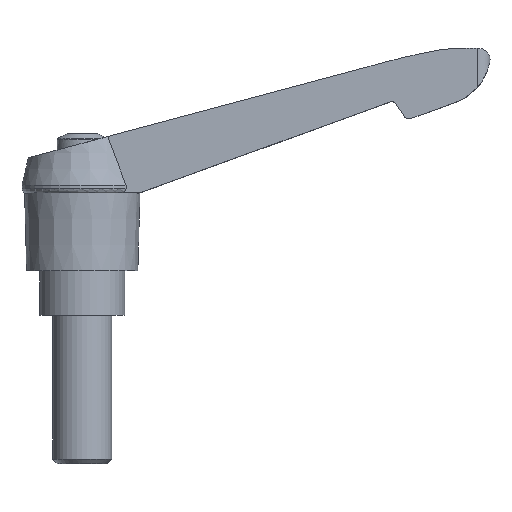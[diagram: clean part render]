
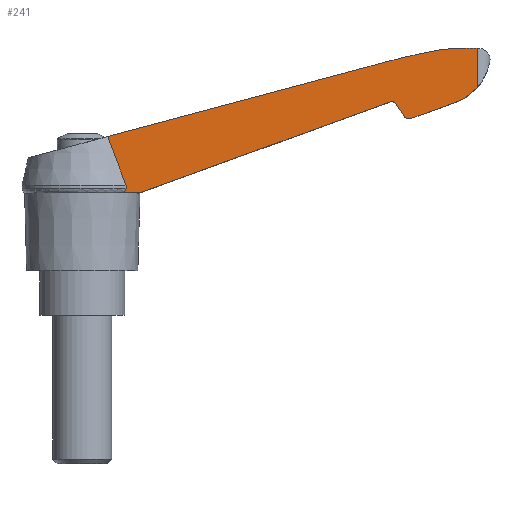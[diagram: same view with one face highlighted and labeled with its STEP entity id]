
A CAD part, top view. The second image highlights one B-rep face of the part: STEP entity #241.
In plain terms, the highlighted planar face has unit normal (0.035, 0, 0.999).
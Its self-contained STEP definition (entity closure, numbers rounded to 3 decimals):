
#241 = ADVANCED_FACE( '', ( #501 ), #502, .F. );
#501 = FACE_OUTER_BOUND( '', #772, .T. );
#502 = PLANE( '', #773 );
#772 = EDGE_LOOP( '', ( #1453, #1454, #1455, #1456, #1457, #1458, #1459, #1460, #1461, #1462, #1463, #1464, #1465, #1466, #1467 ) );
#773 = AXIS2_PLACEMENT_3D( '', #1468, #1469, #1470 );
#1453 = ORIENTED_EDGE( '', *, *, #1903, .F. );
#1454 = ORIENTED_EDGE( '', *, *, #1889, .T. );
#1455 = ORIENTED_EDGE( '', *, *, #1904, .F. );
#1456 = ORIENTED_EDGE( '', *, *, #1760, .F. );
#1457 = ORIENTED_EDGE( '', *, *, #1905, .T. );
#1458 = ORIENTED_EDGE( '', *, *, #1906, .F. );
#1459 = ORIENTED_EDGE( '', *, *, #1803, .F. );
#1460 = ORIENTED_EDGE( '', *, *, #1779, .F. );
#1461 = ORIENTED_EDGE( '', *, *, #1744, .F. );
#1462 = ORIENTED_EDGE( '', *, *, #1704, .F. );
#1463 = ORIENTED_EDGE( '', *, *, #1859, .F. );
#1464 = ORIENTED_EDGE( '', *, *, #1733, .F. );
#1465 = ORIENTED_EDGE( '', *, *, #1806, .F. );
#1466 = ORIENTED_EDGE( '', *, *, #1884, .F. );
#1467 = ORIENTED_EDGE( '', *, *, #1748, .F. );
#1468 = CARTESIAN_POINT( '', ( 0., 77., 11.557 ) );
#1469 = DIRECTION( '', ( -0.035, 0., -0.999 ) );
#1470 = DIRECTION( '', ( -0.999, 0., 0.035 ) );
#1704 = EDGE_CURVE( '', #2078, #2080, #2081, .T. );
#1733 = EDGE_CURVE( '', #2129, #2127, #2131, .T. );
#1744 = EDGE_CURVE( '', #2080, #2133, #2150, .T. );
#1748 = EDGE_CURVE( '', #2154, #2152, #2156, .T. );
#1760 = EDGE_CURVE( '', #2176, #2158, #2178, .T. );
#1779 = EDGE_CURVE( '', #2133, #2205, #2206, .T. );
#1803 = EDGE_CURVE( '', #2205, #2230, #2242, .T. );
#1806 = EDGE_CURVE( '', #2244, #2129, #2246, .T. );
#1859 = EDGE_CURVE( '', #2127, #2078, #2311, .T. );
#1884 = EDGE_CURVE( '', #2152, #2244, #2341, .T. );
#1889 = EDGE_CURVE( '', #2346, #2337, #2347, .T. );
#1903 = EDGE_CURVE( '', #2346, #2154, #2361, .T. );
#1904 = EDGE_CURVE( '', #2158, #2337, #2362, .T. );
#1905 = EDGE_CURVE( '', #2176, #2363, #2364, .T. );
#1906 = EDGE_CURVE( '', #2230, #2363, #2365, .T. );
#2078 = VERTEX_POINT( '', #2598 );
#2080 = VERTEX_POINT( '', #2603 );
#2081 = LINE( '', #2604, #2605 );
#2127 = VERTEX_POINT( '', #2698 );
#2129 = VERTEX_POINT( '', #2701 );
#2131 = ELLIPSE( '', #2704, 41.025, 41. );
#2133 = VERTEX_POINT( '', #2706 );
#2150 = ELLIPSE( '', #2764, 14.309, 14.3 );
#2152 = VERTEX_POINT( '', #2766 );
#2154 = VERTEX_POINT( '', #2768 );
#2156 = B_SPLINE_CURVE_WITH_KNOTS( '', 3, ( #2770, #2771, #2772, #2773, #2774, #2775, #2776, #2777 ), .UNSPECIFIED., .F., .F., ( 4, 2, 2, 4 ), ( 0., 0.007, 0.011, 0.014 ), .UNSPECIFIED. );
#2158 = VERTEX_POINT( '', #2779 );
#2176 = VERTEX_POINT( '', #2807 );
#2178 = LINE( '', #2810, #2811 );
#2205 = VERTEX_POINT( '', #2847 );
#2206 = LINE( '', #2848, #2849 );
#2230 = VERTEX_POINT( '', #2881 );
#2242 = ELLIPSE( '', #2915, 1.501, 1.5 );
#2244 = VERTEX_POINT( '', #2917 );
#2246 = ELLIPSE( '', #2920, 200.12, 200. );
#2311 = ELLIPSE( '', #3011, 50.03, 50. );
#2337 = VERTEX_POINT( '', #3047 );
#2341 = LINE( '', #3051, #3052 );
#2346 = VERTEX_POINT( '', #3067 );
#2347 = B_SPLINE_CURVE_WITH_KNOTS( '', 3, ( #3068, #3069, #3070, #3071, #3072, #3073, #3074, #3075, #3076, #3077 ), .UNSPECIFIED., .F., .F., ( 4, 2, 2, 2, 4 ), ( 0., 0., 0.001, 0.001, 0.002 ), .UNSPECIFIED. );
#2361 = LINE( '', #3110, #3111 );
#2362 = LINE( '', #3112, #3113 );
#2363 = VERTEX_POINT( '', #3114 );
#2364 = ELLIPSE( '', #3115, 1.201, 1.2 );
#2365 = LINE( '', #3116, #3117 );
#2598 = CARTESIAN_POINT( '', ( 106.525, 72.015, 7.87 ) );
#2603 = CARTESIAN_POINT( '', ( 106.525, 61.42, 7.87 ) );
#2604 = CARTESIAN_POINT( '', ( 106.525, 77., 7.87 ) );
#2605 = VECTOR( '', #3273, 1000. );
#2698 = CARTESIAN_POINT( '', ( 103.5, 72., 7.975 ) );
#2701 = CARTESIAN_POINT( '', ( 95.8, 71.5, 8.241 ) );
#2704 = AXIS2_PLACEMENT_3D( '', #3309, #3310, #3311 );
#2706 = CARTESIAN_POINT( '', ( 100.6, 57.431, 8.075 ) );
#2764 = AXIS2_PLACEMENT_3D( '', #3322, #3323, #3324 );
#2766 = CARTESIAN_POINT( '', ( 6.85, 48.219, 11.32 ) );
#2768 = CARTESIAN_POINT( '', ( 11.823, 35.1, 11.148 ) );
#2770 = CARTESIAN_POINT( '', ( 11.823, 35.1, 11.148 ) );
#2771 = CARTESIAN_POINT( '', ( 11.096, 37.324, 11.173 ) );
#2772 = CARTESIAN_POINT( '', ( 10.34, 39.538, 11.199 ) );
#2773 = CARTESIAN_POINT( '', ( 9.119, 42.829, 11.241 ) );
#2774 = CARTESIAN_POINT( '', ( 8.698, 43.92, 11.256 ) );
#2775 = CARTESIAN_POINT( '', ( 7.813, 46.086, 11.286 ) );
#2776 = CARTESIAN_POINT( '', ( 7.349, 47.161, 11.302 ) );
#2777 = CARTESIAN_POINT( '', ( 6.85, 48.219, 11.32 ) );
#2779 = CARTESIAN_POINT( '', ( 15.5, 33., 11.02 ) );
#2807 = CARTESIAN_POINT( '', ( 83.084, 57.599, 8.681 ) );
#2810 = CARTESIAN_POINT( '', ( 15.34, 32.942, 11.026 ) );
#2811 = VECTOR( '', #3344, 1000. );
#2847 = CARTESIAN_POINT( '', ( 88.682, 53.093, 8.488 ) );
#2848 = CARTESIAN_POINT( '', ( 88.445, 53.007, 8.496 ) );
#2849 = VECTOR( '', #3366, 1000. );
#2881 = CARTESIAN_POINT( '', ( 86.94, 53.643, 8.548 ) );
#2915 = AXIS2_PLACEMENT_3D( '', #3395, #3396, #3397 );
#2917 = CARTESIAN_POINT( '', ( 76.5, 66.881, 8.909 ) );
#2920 = AXIS2_PLACEMENT_3D( '', #3399, #3400, #3401 );
#3011 = AXIS2_PLACEMENT_3D( '', #3458, #3459, #3460 );
#3047 = CARTESIAN_POINT( '', ( 10.805, 33., 11.183 ) );
#3051 = CARTESIAN_POINT( '', ( 76.263, 66.818, 8.918 ) );
#3052 = VECTOR( '', #3483, 1000. );
#3067 = CARTESIAN_POINT( '', ( 11.823, 34.213, 11.148 ) );
#3068 = CARTESIAN_POINT( '', ( 11.823, 34.213, 11.148 ) );
#3069 = CARTESIAN_POINT( '', ( 11.799, 34.076, 11.148 ) );
#3070 = CARTESIAN_POINT( '', ( 11.754, 33.948, 11.15 ) );
#3071 = CARTESIAN_POINT( '', ( 11.629, 33.705, 11.154 ) );
#3072 = CARTESIAN_POINT( '', ( 11.549, 33.591, 11.157 ) );
#3073 = CARTESIAN_POINT( '', ( 11.368, 33.388, 11.163 ) );
#3074 = CARTESIAN_POINT( '', ( 11.264, 33.295, 11.167 ) );
#3075 = CARTESIAN_POINT( '', ( 11.044, 33.133, 11.175 ) );
#3076 = CARTESIAN_POINT( '', ( 10.927, 33.062, 11.179 ) );
#3077 = CARTESIAN_POINT( '', ( 10.805, 33., 11.183 ) );
#3110 = CARTESIAN_POINT( '', ( 11.823, 105.717, 11.148 ) );
#3111 = VECTOR( '', #3489, 1000. );
#3112 = CARTESIAN_POINT( '', ( -0.162, 33., 11.562 ) );
#3113 = VECTOR( '', #3490, 1000. );
#3114 = CARTESIAN_POINT( '', ( 84.478, 57.159, 8.633 ) );
#3115 = AXIS2_PLACEMENT_3D( '', #3491, #3492, #3493 );
#3116 = CARTESIAN_POINT( '', ( 84.391, 57.283, 8.636 ) );
#3117 = VECTOR( '', #3494, 1000. );
#3273 = DIRECTION( '', ( 0., -1., 0. ) );
#3309 = CARTESIAN_POINT( '', ( 102.295, 31.018, 8.017 ) );
#3310 = DIRECTION( '', ( -0.035, 0., -0.999 ) );
#3311 = DIRECTION( '', ( 0.999, 0., -0.035 ) );
#3322 = CARTESIAN_POINT( '', ( 95.828, 70.912, 8.24 ) );
#3323 = DIRECTION( '', ( -0.035, 0., -0.999 ) );
#3324 = DIRECTION( '', ( 0.999, 0., -0.035 ) );
#3344 = DIRECTION( '', ( -0.939, -0.342, 0.033 ) );
#3366 = DIRECTION( '', ( -0.939, -0.342, 0.033 ) );
#3395 = CARTESIAN_POINT( '', ( 88.169, 54.503, 8.506 ) );
#3396 = DIRECTION( '', ( -0.035, 0., -0.999 ) );
#3397 = DIRECTION( '', ( 0.999, 0., -0.035 ) );
#3399 = CARTESIAN_POINT( '', ( 132.64, -125.078, 6.966 ) );
#3400 = DIRECTION( '', ( -0.035, 0., -0.999 ) );
#3401 = DIRECTION( '', ( 0.999, 0., -0.035 ) );
#3458 = CARTESIAN_POINT( '', ( 105.26, 22.031, 7.914 ) );
#3459 = DIRECTION( '', ( -0.035, 0., -0.999 ) );
#3460 = DIRECTION( '', ( 0.999, 0., -0.035 ) );
#3483 = DIRECTION( '', ( 0.965, 0.259, -0.033 ) );
#3489 = DIRECTION( '', ( 0., 1., 0. ) );
#3490 = DIRECTION( '', ( -0.999, 0., 0.035 ) );
#3491 = CARTESIAN_POINT( '', ( 83.495, 56.471, 8.667 ) );
#3492 = DIRECTION( '', ( -0.035, 0., -0.999 ) );
#3493 = DIRECTION( '', ( 0.999, 0., -0.035 ) );
#3494 = DIRECTION( '', ( -0.573, 0.819, 0.02 ) );
